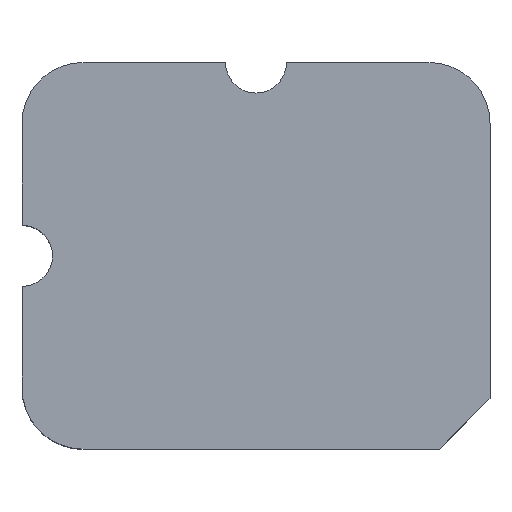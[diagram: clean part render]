
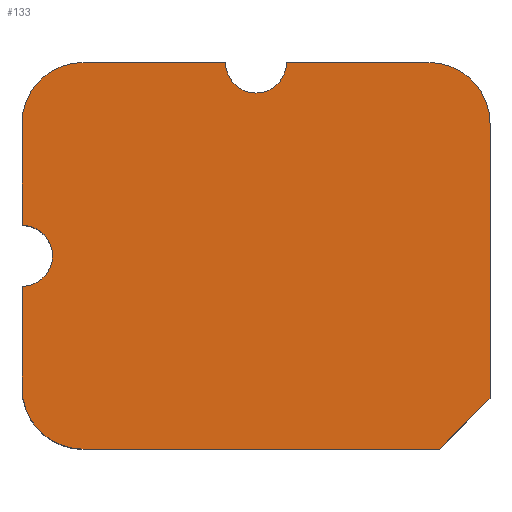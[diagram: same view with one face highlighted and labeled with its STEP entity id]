
A CAD part, top view. The second image highlights one B-rep face of the part: STEP entity #133.
In plain terms, the highlighted planar face has unit normal (0, 0, 1).
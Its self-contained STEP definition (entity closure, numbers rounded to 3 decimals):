
#119=PLANE('',#385);
#133=ADVANCED_FACE('',(#152),#119,.T.);
#152=FACE_OUTER_BOUND('',#166,.T.);
#166=EDGE_LOOP('',(#268,#269,#270,#271,#272,#273,#274,#275,#276,#277,#278,
#279));
#172=LINE('',#477,#198);
#176=LINE('',#489,#202);
#180=LINE('',#501,#206);
#184=LINE('',#513,#210);
#187=LINE('',#519,#213);
#190=LINE('',#525,#216);
#193=LINE('',#534,#219);
#198=VECTOR('',#399,1.);
#202=VECTOR('',#411,1.);
#206=VECTOR('',#423,1.);
#210=VECTOR('',#435,1.);
#213=VECTOR('',#440,1.);
#216=VECTOR('',#445,1.);
#219=VECTOR('',#456,1.);
#268=ORIENTED_EDGE('',*,*,#318,.F.);
#269=ORIENTED_EDGE('',*,*,#322,.F.);
#270=ORIENTED_EDGE('',*,*,#325,.T.);
#271=ORIENTED_EDGE('',*,*,#328,.F.);
#272=ORIENTED_EDGE('',*,*,#331,.F.);
#273=ORIENTED_EDGE('',*,*,#334,.F.);
#274=ORIENTED_EDGE('',*,*,#337,.T.);
#275=ORIENTED_EDGE('',*,*,#340,.F.);
#276=ORIENTED_EDGE('',*,*,#343,.T.);
#277=ORIENTED_EDGE('',*,*,#346,.F.);
#278=ORIENTED_EDGE('',*,*,#349,.T.);
#279=ORIENTED_EDGE('',*,*,#351,.F.);
#294=VERTEX_POINT('',#468);
#295=VERTEX_POINT('',#470);
#297=VERTEX_POINT('',#476);
#299=VERTEX_POINT('',#482);
#301=VERTEX_POINT('',#488);
#303=VERTEX_POINT('',#494);
#305=VERTEX_POINT('',#500);
#307=VERTEX_POINT('',#506);
#309=VERTEX_POINT('',#512);
#311=VERTEX_POINT('',#518);
#313=VERTEX_POINT('',#524);
#315=VERTEX_POINT('',#530);
#318=EDGE_CURVE('',#294,#295,#353,.T.);
#322=EDGE_CURVE('',#297,#294,#172,.T.);
#325=EDGE_CURVE('',#297,#299,#355,.T.);
#328=EDGE_CURVE('',#301,#299,#176,.T.);
#331=EDGE_CURVE('',#303,#301,#357,.T.);
#334=EDGE_CURVE('',#305,#303,#180,.T.);
#337=EDGE_CURVE('',#305,#307,#359,.T.);
#340=EDGE_CURVE('',#309,#307,#184,.T.);
#343=EDGE_CURVE('',#309,#311,#187,.T.);
#346=EDGE_CURVE('',#313,#311,#190,.T.);
#349=EDGE_CURVE('',#313,#315,#361,.T.);
#351=EDGE_CURVE('',#295,#315,#193,.T.);
#353=CIRCLE('',#364,0.015);
#355=CIRCLE('',#368,0.03);
#357=CIRCLE('',#372,0.015);
#359=CIRCLE('',#376,0.03);
#361=CIRCLE('',#382,0.03);
#364=AXIS2_PLACEMENT_3D('',#469,#392,#393);
#368=AXIS2_PLACEMENT_3D('',#483,#405,#406);
#372=AXIS2_PLACEMENT_3D('',#495,#417,#418);
#376=AXIS2_PLACEMENT_3D('',#507,#429,#430);
#382=AXIS2_PLACEMENT_3D('',#531,#451,#452);
#385=AXIS2_PLACEMENT_3D('',#536,#459,#460);
#392=DIRECTION('',(0.,0.,1.));
#393=DIRECTION('',(1.,0.,0.));
#399=DIRECTION('',(1.,0.,0.));
#405=DIRECTION('',(0.,0.,1.));
#406=DIRECTION('',(1.,0.,0.));
#411=DIRECTION('',(0.,1.,0.));
#417=DIRECTION('',(0.,0.,1.));
#418=DIRECTION('',(1.,0.,0.));
#423=DIRECTION('',(0.,1.,0.));
#429=DIRECTION('',(0.,0.,1.));
#430=DIRECTION('',(1.,0.,0.));
#435=DIRECTION('',(-1.,0.,0.));
#440=DIRECTION('',(0.707,0.707,0.));
#445=DIRECTION('',(0.,-1.,0.));
#451=DIRECTION('',(0.,0.,1.));
#452=DIRECTION('',(1.,0.,0.));
#456=DIRECTION('',(1.,0.,0.));
#459=DIRECTION('',(0.,0.,1.));
#460=DIRECTION('',(-1.,0.,0.));
#468=CARTESIAN_POINT('',(0.485,0.345,0.25));
#469=CARTESIAN_POINT('',(0.5,0.345,0.25));
#470=CARTESIAN_POINT('',(0.515,0.345,0.25));
#476=CARTESIAN_POINT('',(0.415,0.345,0.25));
#477=CARTESIAN_POINT('',(0.5,0.345,0.25));
#482=CARTESIAN_POINT('',(0.385,0.315,0.25));
#483=CARTESIAN_POINT('',(0.415,0.315,0.25));
#488=CARTESIAN_POINT('',(0.385,0.265,0.25));
#489=CARTESIAN_POINT('',(0.385,0.25,0.25));
#494=CARTESIAN_POINT('',(0.385,0.235,0.25));
#495=CARTESIAN_POINT('',(0.385,0.25,0.25));
#500=CARTESIAN_POINT('',(0.385,0.185,0.25));
#501=CARTESIAN_POINT('',(0.385,0.25,0.25));
#506=CARTESIAN_POINT('',(0.415,0.155,0.25));
#507=CARTESIAN_POINT('',(0.415,0.185,0.25));
#512=CARTESIAN_POINT('',(0.59,0.155,0.25));
#513=CARTESIAN_POINT('',(0.5,0.155,0.25));
#518=CARTESIAN_POINT('',(0.615,0.18,0.25));
#519=CARTESIAN_POINT('',(0.593,0.158,0.25));
#524=CARTESIAN_POINT('',(0.615,0.315,0.25));
#525=CARTESIAN_POINT('',(0.615,0.25,0.25));
#530=CARTESIAN_POINT('',(0.585,0.345,0.25));
#531=CARTESIAN_POINT('',(0.585,0.315,0.25));
#534=CARTESIAN_POINT('',(0.5,0.345,0.25));
#536=CARTESIAN_POINT('',(0.5,0.25,0.25));
